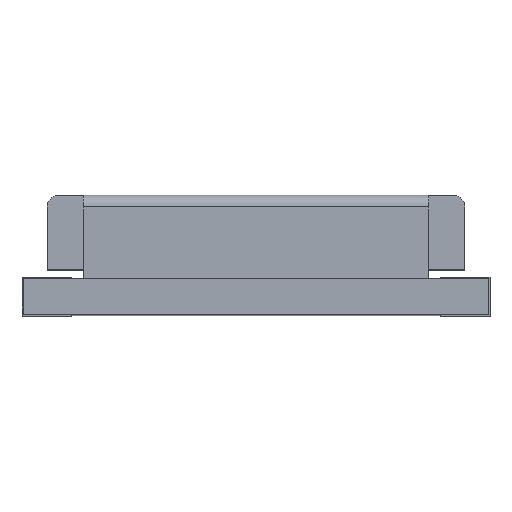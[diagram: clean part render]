
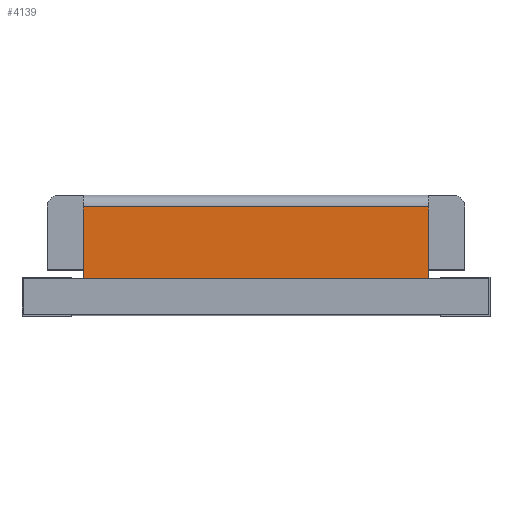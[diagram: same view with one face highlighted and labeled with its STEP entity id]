
A CAD part, top view. The second image highlights one B-rep face of the part: STEP entity #4139.
In plain terms, the highlighted planar face has unit normal (0, 0, 1).
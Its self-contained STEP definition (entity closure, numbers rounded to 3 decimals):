
#65 = ORIENTED_EDGE ( 'NONE', *, *, #10175, .T. ) ;
#353 = AXIS2_PLACEMENT_3D ( 'NONE', #1746, #3175, #4861 ) ;
#719 = CARTESIAN_POINT ( 'NONE',  ( 3.6, 2.5, 4.8 ) ) ;
#797 = DIRECTION ( 'NONE',  ( 0., -1., 0. ) ) ;
#1046 = EDGE_CURVE ( 'NONE', #2735, #6700, #5477, .T. ) ;
#1578 = CARTESIAN_POINT ( 'NONE',  ( -3.6, 2.5, 4.8 ) ) ;
#1746 = CARTESIAN_POINT ( 'NONE',  ( -3.6, 2.5, 4.8 ) ) ;
#2091 = CARTESIAN_POINT ( 'NONE',  ( -3.6, 2.25, 4.8 ) ) ;
#2390 = EDGE_LOOP ( 'NONE', ( #7600, #65, #8278, #7369 ) ) ;
#2460 = PLANE ( 'NONE',  #353 ) ;
#2735 = VERTEX_POINT ( 'NONE', #4522 ) ;
#2823 = VECTOR ( 'NONE', #5349, 1000. ) ;
#3175 = DIRECTION ( 'NONE',  ( 0., 0., -1. ) ) ;
#3325 = LINE ( 'NONE', #5676, #7584 ) ;
#3460 = CARTESIAN_POINT ( 'NONE',  ( 3.6, 0.76, 4.8 ) ) ;
#4137 = DIRECTION ( 'NONE',  ( 1., 0., 0. ) ) ;
#4139 = ADVANCED_FACE ( 'NONE', ( #10156 ), #2460, .F. ) ;
#4522 = CARTESIAN_POINT ( 'NONE',  ( -3.6, 2.25, 4.8 ) ) ;
#4845 = VERTEX_POINT ( 'NONE', #9424 ) ;
#4861 = DIRECTION ( 'NONE',  ( -1., 0., 0. ) ) ;
#5191 = EDGE_CURVE ( 'NONE', #6700, #6793, #3325, .T. ) ;
#5349 = DIRECTION ( 'NONE',  ( -1., 0., 0. ) ) ;
#5477 = LINE ( 'NONE', #1578, #10115 ) ;
#5659 = CARTESIAN_POINT ( 'NONE',  ( -3.6, 0.76, 4.8 ) ) ;
#5676 = CARTESIAN_POINT ( 'NONE',  ( -3.6, 0.76, 4.8 ) ) ;
#6255 = EDGE_CURVE ( 'NONE', #4845, #6793, #6292, .T. ) ;
#6292 = LINE ( 'NONE', #719, #8384 ) ;
#6700 = VERTEX_POINT ( 'NONE', #5659 ) ;
#6793 = VERTEX_POINT ( 'NONE', #3460 ) ;
#7105 = DIRECTION ( 'NONE',  ( 0., -1., 0. ) ) ;
#7369 = ORIENTED_EDGE ( 'NONE', *, *, #5191, .T. ) ;
#7584 = VECTOR ( 'NONE', #4137, 1000. ) ;
#7600 = ORIENTED_EDGE ( 'NONE', *, *, #6255, .F. ) ;
#8278 = ORIENTED_EDGE ( 'NONE', *, *, #1046, .T. ) ;
#8384 = VECTOR ( 'NONE', #797, 1000. ) ;
#9113 = LINE ( 'NONE', #2091, #2823 ) ;
#9424 = CARTESIAN_POINT ( 'NONE',  ( 3.6, 2.25, 4.8 ) ) ;
#10115 = VECTOR ( 'NONE', #7105, 1000. ) ;
#10156 = FACE_OUTER_BOUND ( 'NONE', #2390, .T. ) ;
#10175 = EDGE_CURVE ( 'NONE', #4845, #2735, #9113, .T. ) ;
